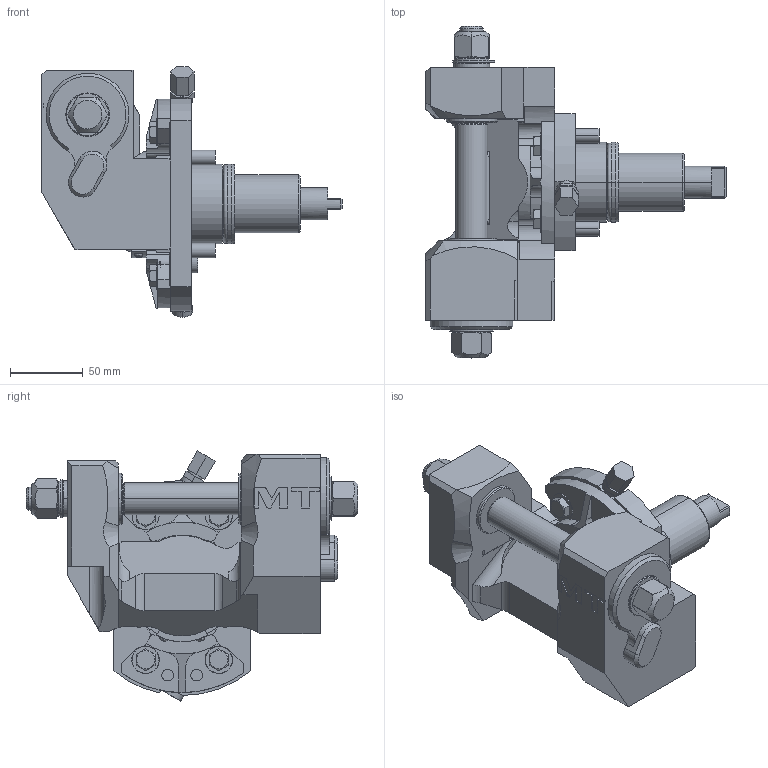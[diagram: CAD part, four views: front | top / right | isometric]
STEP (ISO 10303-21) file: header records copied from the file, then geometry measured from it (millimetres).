
FILE_DESCRIPTION((''),'2;1');
FILE_NAME('0621100_CONF','2023-04-12T16:05:47',('gvalli'),('M.T. srl'),'CREO PARAMETRIC BY PTC INC, 2021072','CREO PARAMETRIC BY PTC INC, 2021072','');
FILE_SCHEMA(('CONFIG_CONTROL_DESIGN'));
Length unit declared in the file: millimetre
Products named in the file (1): 0621100_CONF
Bounding box: 206.72 x 228.5 x 172.23 mm (x, y, z)
Volume: 1396287.7 mm3; surface area: 155429.2 mm2
Topology: 1 solids, 1 shells, 563 faces, 1488 edges, 949 vertices
Faces by surface type: plane 273, cylinder 205, cone 63, torus 12, bspline 8, extrusion 2
Entity records: 19911 total; most frequent: CARTESIAN_POINT 5740, DIRECTION 3027, ORIENTED_EDGE 2952, EDGE_CURVE 1476, AXIS2_PLACEMENT_3D 1136, VERTEX_POINT 949, VECTOR 755, LINE 753
